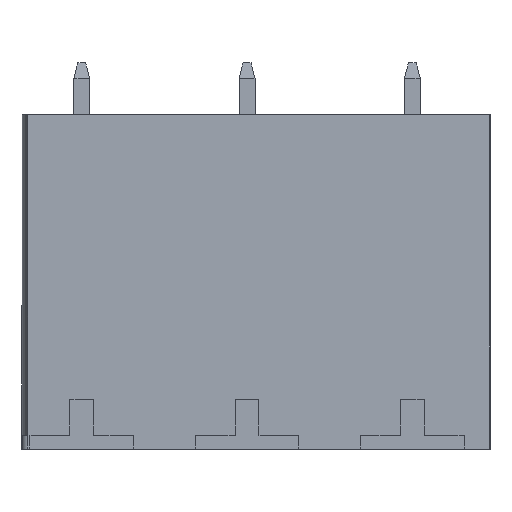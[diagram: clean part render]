
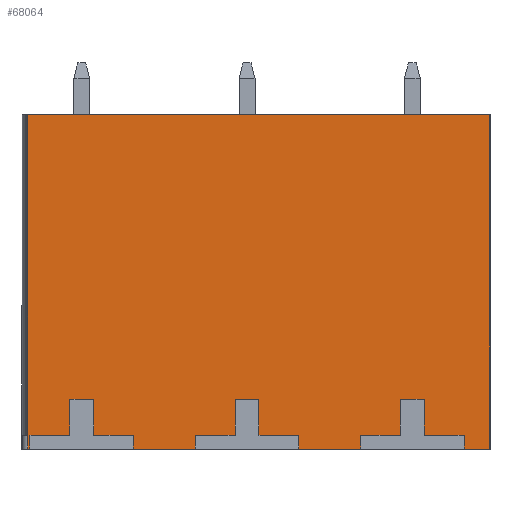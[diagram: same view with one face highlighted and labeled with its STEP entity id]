
A CAD part, left-side view. The second image highlights one B-rep face of the part: STEP entity #68064.
In plain terms, the highlighted free-form (B-spline) face has degree [1, 1] with [2, 2] control points.
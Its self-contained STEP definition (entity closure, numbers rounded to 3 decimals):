
#50119=CARTESIAN_POINT('',(-6.9,-20.5,0.));
#50120=VERTEX_POINT('',#50119);
#50126=CARTESIAN_POINT('',(-6.9,-19.2,0.));
#50127=VERTEX_POINT('',#50126);
#50128=CARTESIAN_POINT('',(-6.9,-20.5,0.));
#50129=CARTESIAN_POINT('',(-6.9,-19.2,0.));
#50130=B_SPLINE_CURVE_WITH_KNOTS('',1,(#50128,#50129),.POLYLINE_FORM.,.F.,.U.,(2,2),(0.,1.),.UNSPECIFIED.);
#50131=EDGE_CURVE('',#50120,#50127,#50130,.T.);
#50147=CARTESIAN_POINT('',(-6.9,-14.,0.));
#50148=VERTEX_POINT('',#50147);
#50154=CARTESIAN_POINT('',(-6.9,-10.9,0.));
#50155=VERTEX_POINT('',#50154);
#50156=CARTESIAN_POINT('',(-6.9,-14.,0.));
#50157=CARTESIAN_POINT('',(-6.9,-10.9,0.));
#50158=B_SPLINE_CURVE_WITH_KNOTS('',1,(#50156,#50157),.POLYLINE_FORM.,.F.,.U.,(2,2),(0.,1.),.UNSPECIFIED.);
#50159=EDGE_CURVE('',#50148,#50155,#50158,.T.);
#50175=CARTESIAN_POINT('',(-6.9,-5.7,0.));
#50176=VERTEX_POINT('',#50175);
#50182=CARTESIAN_POINT('',(-6.9,-2.599,0.));
#50183=VERTEX_POINT('',#50182);
#50184=CARTESIAN_POINT('',(-6.9,-5.7,0.));
#50185=CARTESIAN_POINT('',(-6.9,-2.599,0.));
#50186=B_SPLINE_CURVE_WITH_KNOTS('',1,(#50184,#50185),.POLYLINE_FORM.,.F.,.U.,(2,2),(0.,1.),.UNSPECIFIED.);
#50187=EDGE_CURVE('',#50176,#50183,#50186,.T.);
#50203=CARTESIAN_POINT('',(-6.9,2.599,0.));
#50204=VERTEX_POINT('',#50203);
#50210=CARTESIAN_POINT('',(-6.9,2.7,0.));
#50211=VERTEX_POINT('',#50210);
#50212=CARTESIAN_POINT('',(-6.9,2.599,0.));
#50213=CARTESIAN_POINT('',(-6.9,2.7,0.));
#50214=B_SPLINE_CURVE_WITH_KNOTS('',1,(#50212,#50213),.POLYLINE_FORM.,.F.,.U.,(2,2),(0.,1.),.UNSPECIFIED.);
#50215=EDGE_CURVE('',#50204,#50211,#50214,.T.);
#67856=CARTESIAN_POINT('',(-6.9,-20.5,16.8));
#67857=VERTEX_POINT('',#67856);
#67863=CARTESIAN_POINT('',(-6.9,-20.5,16.8));
#67864=CARTESIAN_POINT('',(-6.9,-20.5,0.));
#67865=B_SPLINE_CURVE_WITH_KNOTS('',1,(#67863,#67864),.POLYLINE_FORM.,.F.,.U.,(2,2),(0.,1.),.UNSPECIFIED.);
#67866=EDGE_CURVE('',#67857,#50120,#67865,.T.);
#67892=CARTESIAN_POINT('',(-6.9,5.422,22.722));
#67893=CARTESIAN_POINT('',(-6.9,-23.222,22.722));
#67894=CARTESIAN_POINT('',(-6.9,5.422,-5.922));
#67895=CARTESIAN_POINT('',(-6.9,-23.222,-5.922));
#67896=B_SPLINE_SURFACE_WITH_KNOTS('',1,1,((#67892,#67893),(#67894,#67895)),.PLANE_SURF.,.F.,.F.,.U.,(2,2),(2,2),(0.,1.),(0.,1.),.UNSPECIFIED.);
#67897=ORIENTED_EDGE('',*,*,#50215,.F.);
#67898=CARTESIAN_POINT('',(-6.9,2.599,0.7));
#67899=VERTEX_POINT('',#67898);
#67900=CARTESIAN_POINT('',(-6.9,2.599,0.));
#67901=CARTESIAN_POINT('',(-6.9,2.599,0.7));
#67902=B_SPLINE_CURVE_WITH_KNOTS('',1,(#67900,#67901),.POLYLINE_FORM.,.F.,.U.,(2,2),(0.,1.),.UNSPECIFIED.);
#67903=EDGE_CURVE('',#50204,#67899,#67902,.T.);
#67904=ORIENTED_EDGE('',*,*,#67903,.T.);
#67905=CARTESIAN_POINT('',(-6.9,0.599,0.7));
#67906=VERTEX_POINT('',#67905);
#67907=CARTESIAN_POINT('',(-6.9,2.599,0.7));
#67908=CARTESIAN_POINT('',(-6.9,0.599,0.7));
#67909=B_SPLINE_CURVE_WITH_KNOTS('',1,(#67907,#67908),.POLYLINE_FORM.,.F.,.U.,(2,2),(0.,1.),.UNSPECIFIED.);
#67910=EDGE_CURVE('',#67899,#67906,#67909,.T.);
#67911=ORIENTED_EDGE('',*,*,#67910,.T.);
#67912=CARTESIAN_POINT('',(-6.9,0.599,2.5));
#67913=VERTEX_POINT('',#67912);
#67914=CARTESIAN_POINT('',(-6.9,0.599,0.7));
#67915=CARTESIAN_POINT('',(-6.9,0.599,2.5));
#67916=B_SPLINE_CURVE_WITH_KNOTS('',1,(#67914,#67915),.POLYLINE_FORM.,.F.,.U.,(2,2),(0.,1.),.UNSPECIFIED.);
#67917=EDGE_CURVE('',#67906,#67913,#67916,.T.);
#67918=ORIENTED_EDGE('',*,*,#67917,.T.);
#67919=CARTESIAN_POINT('',(-6.9,-0.599,2.5));
#67920=VERTEX_POINT('',#67919);
#67921=CARTESIAN_POINT('',(-6.9,0.599,2.5));
#67922=CARTESIAN_POINT('',(-6.9,-0.599,2.5));
#67923=B_SPLINE_CURVE_WITH_KNOTS('',1,(#67921,#67922),.POLYLINE_FORM.,.F.,.U.,(2,2),(0.,1.),.UNSPECIFIED.);
#67924=EDGE_CURVE('',#67913,#67920,#67923,.T.);
#67925=ORIENTED_EDGE('',*,*,#67924,.T.);
#67926=CARTESIAN_POINT('',(-6.9,-0.599,0.7));
#67927=VERTEX_POINT('',#67926);
#67928=CARTESIAN_POINT('',(-6.9,-0.599,2.5));
#67929=CARTESIAN_POINT('',(-6.9,-0.599,0.7));
#67930=B_SPLINE_CURVE_WITH_KNOTS('',1,(#67928,#67929),.POLYLINE_FORM.,.F.,.U.,(2,2),(0.,1.),.UNSPECIFIED.);
#67931=EDGE_CURVE('',#67920,#67927,#67930,.T.);
#67932=ORIENTED_EDGE('',*,*,#67931,.T.);
#67933=CARTESIAN_POINT('',(-6.9,-2.599,0.7));
#67934=VERTEX_POINT('',#67933);
#67935=CARTESIAN_POINT('',(-6.9,-0.599,0.7));
#67936=CARTESIAN_POINT('',(-6.9,-2.599,0.7));
#67937=B_SPLINE_CURVE_WITH_KNOTS('',1,(#67935,#67936),.POLYLINE_FORM.,.F.,.U.,(2,2),(0.,1.),.UNSPECIFIED.);
#67938=EDGE_CURVE('',#67927,#67934,#67937,.T.);
#67939=ORIENTED_EDGE('',*,*,#67938,.T.);
#67940=CARTESIAN_POINT('',(-6.9,-2.599,0.7));
#67941=CARTESIAN_POINT('',(-6.9,-2.599,0.));
#67942=B_SPLINE_CURVE_WITH_KNOTS('',1,(#67940,#67941),.POLYLINE_FORM.,.F.,.U.,(2,2),(0.,1.),.UNSPECIFIED.);
#67943=EDGE_CURVE('',#67934,#50183,#67942,.T.);
#67944=ORIENTED_EDGE('',*,*,#67943,.T.);
#67945=ORIENTED_EDGE('',*,*,#50187,.F.);
#67946=CARTESIAN_POINT('',(-6.9,-5.702,0.7));
#67947=VERTEX_POINT('',#67946);
#67948=CARTESIAN_POINT('',(-6.9,-5.7,0.));
#67949=CARTESIAN_POINT('',(-6.9,-5.702,0.7));
#67950=B_SPLINE_CURVE_WITH_KNOTS('',1,(#67948,#67949),.POLYLINE_FORM.,.F.,.U.,(2,2),(0.,1.),.UNSPECIFIED.);
#67951=EDGE_CURVE('',#50176,#67947,#67950,.T.);
#67952=ORIENTED_EDGE('',*,*,#67951,.T.);
#67953=CARTESIAN_POINT('',(-6.9,-7.702,0.7));
#67954=VERTEX_POINT('',#67953);
#67955=CARTESIAN_POINT('',(-6.9,-5.702,0.7));
#67956=CARTESIAN_POINT('',(-6.9,-7.702,0.7));
#67957=B_SPLINE_CURVE_WITH_KNOTS('',1,(#67955,#67956),.POLYLINE_FORM.,.F.,.U.,(2,2),(0.,1.),.UNSPECIFIED.);
#67958=EDGE_CURVE('',#67947,#67954,#67957,.T.);
#67959=ORIENTED_EDGE('',*,*,#67958,.T.);
#67960=CARTESIAN_POINT('',(-6.9,-7.702,2.5));
#67961=VERTEX_POINT('',#67960);
#67962=CARTESIAN_POINT('',(-6.9,-7.702,0.7));
#67963=CARTESIAN_POINT('',(-6.9,-7.702,2.5));
#67964=B_SPLINE_CURVE_WITH_KNOTS('',1,(#67962,#67963),.POLYLINE_FORM.,.F.,.U.,(2,2),(0.,1.),.UNSPECIFIED.);
#67965=EDGE_CURVE('',#67954,#67961,#67964,.T.);
#67966=ORIENTED_EDGE('',*,*,#67965,.T.);
#67967=CARTESIAN_POINT('',(-6.9,-8.9,2.5));
#67968=VERTEX_POINT('',#67967);
#67969=CARTESIAN_POINT('',(-6.9,-7.702,2.5));
#67970=CARTESIAN_POINT('',(-6.9,-8.9,2.5));
#67971=B_SPLINE_CURVE_WITH_KNOTS('',1,(#67969,#67970),.POLYLINE_FORM.,.F.,.U.,(2,2),(0.,1.),.UNSPECIFIED.);
#67972=EDGE_CURVE('',#67961,#67968,#67971,.T.);
#67973=ORIENTED_EDGE('',*,*,#67972,.T.);
#67974=CARTESIAN_POINT('',(-6.9,-8.9,0.7));
#67975=VERTEX_POINT('',#67974);
#67976=CARTESIAN_POINT('',(-6.9,-8.9,2.5));
#67977=CARTESIAN_POINT('',(-6.9,-8.9,0.7));
#67978=B_SPLINE_CURVE_WITH_KNOTS('',1,(#67976,#67977),.POLYLINE_FORM.,.F.,.U.,(2,2),(0.,1.),.UNSPECIFIED.);
#67979=EDGE_CURVE('',#67968,#67975,#67978,.T.);
#67980=ORIENTED_EDGE('',*,*,#67979,.T.);
#67981=CARTESIAN_POINT('',(-6.9,-10.9,0.7));
#67982=VERTEX_POINT('',#67981);
#67983=CARTESIAN_POINT('',(-6.9,-8.9,0.7));
#67984=CARTESIAN_POINT('',(-6.9,-10.9,0.7));
#67985=B_SPLINE_CURVE_WITH_KNOTS('',1,(#67983,#67984),.POLYLINE_FORM.,.F.,.U.,(2,2),(0.,1.),.UNSPECIFIED.);
#67986=EDGE_CURVE('',#67975,#67982,#67985,.T.);
#67987=ORIENTED_EDGE('',*,*,#67986,.T.);
#67988=CARTESIAN_POINT('',(-6.9,-10.9,0.7));
#67989=CARTESIAN_POINT('',(-6.9,-10.9,0.));
#67990=B_SPLINE_CURVE_WITH_KNOTS('',1,(#67988,#67989),.POLYLINE_FORM.,.F.,.U.,(2,2),(0.,1.),.UNSPECIFIED.);
#67991=EDGE_CURVE('',#67982,#50155,#67990,.T.);
#67992=ORIENTED_EDGE('',*,*,#67991,.T.);
#67993=ORIENTED_EDGE('',*,*,#50159,.F.);
#67994=CARTESIAN_POINT('',(-6.9,-14.002,0.7));
#67995=VERTEX_POINT('',#67994);
#67996=CARTESIAN_POINT('',(-6.9,-14.,0.));
#67997=CARTESIAN_POINT('',(-6.9,-14.002,0.7));
#67998=B_SPLINE_CURVE_WITH_KNOTS('',1,(#67996,#67997),.POLYLINE_FORM.,.F.,.U.,(2,2),(0.,1.),.UNSPECIFIED.);
#67999=EDGE_CURVE('',#50148,#67995,#67998,.T.);
#68000=ORIENTED_EDGE('',*,*,#67999,.T.);
#68001=CARTESIAN_POINT('',(-6.9,-16.002,0.7));
#68002=VERTEX_POINT('',#68001);
#68003=CARTESIAN_POINT('',(-6.9,-14.002,0.7));
#68004=CARTESIAN_POINT('',(-6.9,-16.002,0.7));
#68005=B_SPLINE_CURVE_WITH_KNOTS('',1,(#68003,#68004),.POLYLINE_FORM.,.F.,.U.,(2,2),(0.,1.),.UNSPECIFIED.);
#68006=EDGE_CURVE('',#67995,#68002,#68005,.T.);
#68007=ORIENTED_EDGE('',*,*,#68006,.T.);
#68008=CARTESIAN_POINT('',(-6.9,-16.002,2.5));
#68009=VERTEX_POINT('',#68008);
#68010=CARTESIAN_POINT('',(-6.9,-16.002,0.7));
#68011=CARTESIAN_POINT('',(-6.9,-16.002,2.5));
#68012=B_SPLINE_CURVE_WITH_KNOTS('',1,(#68010,#68011),.POLYLINE_FORM.,.F.,.U.,(2,2),(0.,1.),.UNSPECIFIED.);
#68013=EDGE_CURVE('',#68002,#68009,#68012,.T.);
#68014=ORIENTED_EDGE('',*,*,#68013,.T.);
#68015=CARTESIAN_POINT('',(-6.9,-17.2,2.5));
#68016=VERTEX_POINT('',#68015);
#68017=CARTESIAN_POINT('',(-6.9,-16.002,2.5));
#68018=CARTESIAN_POINT('',(-6.9,-17.2,2.5));
#68019=B_SPLINE_CURVE_WITH_KNOTS('',1,(#68017,#68018),.POLYLINE_FORM.,.F.,.U.,(2,2),(0.,1.),.UNSPECIFIED.);
#68020=EDGE_CURVE('',#68009,#68016,#68019,.T.);
#68021=ORIENTED_EDGE('',*,*,#68020,.T.);
#68022=CARTESIAN_POINT('',(-6.9,-17.2,0.7));
#68023=VERTEX_POINT('',#68022);
#68024=CARTESIAN_POINT('',(-6.9,-17.2,2.5));
#68025=CARTESIAN_POINT('',(-6.9,-17.2,0.7));
#68026=B_SPLINE_CURVE_WITH_KNOTS('',1,(#68024,#68025),.POLYLINE_FORM.,.F.,.U.,(2,2),(0.,1.),.UNSPECIFIED.);
#68027=EDGE_CURVE('',#68016,#68023,#68026,.T.);
#68028=ORIENTED_EDGE('',*,*,#68027,.T.);
#68029=CARTESIAN_POINT('',(-6.9,-19.2,0.7));
#68030=VERTEX_POINT('',#68029);
#68031=CARTESIAN_POINT('',(-6.9,-17.2,0.7));
#68032=CARTESIAN_POINT('',(-6.9,-19.2,0.7));
#68033=B_SPLINE_CURVE_WITH_KNOTS('',1,(#68031,#68032),.POLYLINE_FORM.,.F.,.U.,(2,2),(0.,1.),.UNSPECIFIED.);
#68034=EDGE_CURVE('',#68023,#68030,#68033,.T.);
#68035=ORIENTED_EDGE('',*,*,#68034,.T.);
#68036=CARTESIAN_POINT('',(-6.9,-19.2,0.7));
#68037=CARTESIAN_POINT('',(-6.9,-19.2,0.));
#68038=B_SPLINE_CURVE_WITH_KNOTS('',1,(#68036,#68037),.POLYLINE_FORM.,.F.,.U.,(2,2),(0.,1.),.UNSPECIFIED.);
#68039=EDGE_CURVE('',#68030,#50127,#68038,.T.);
#68040=ORIENTED_EDGE('',*,*,#68039,.T.);
#68041=ORIENTED_EDGE('',*,*,#50131,.F.);
#68042=ORIENTED_EDGE('',*,*,#67866,.F.);
#68043=CARTESIAN_POINT('',(-6.9,2.7,16.8));
#68044=VERTEX_POINT('',#68043);
#68045=CARTESIAN_POINT('',(-6.9,-20.5,16.8));
#68046=CARTESIAN_POINT('',(-6.9,2.7,16.8));
#68047=B_SPLINE_CURVE_WITH_KNOTS('',1,(#68045,#68046),.POLYLINE_FORM.,.F.,.U.,(2,2),(0.,1.),.UNSPECIFIED.);
#68048=EDGE_CURVE('',#67857,#68044,#68047,.T.);
#68049=ORIENTED_EDGE('',*,*,#68048,.T.);
#68050=CARTESIAN_POINT('',(-6.9,2.7,0.7));
#68051=VERTEX_POINT('',#68050);
#68052=CARTESIAN_POINT('',(-6.9,2.7,16.8));
#68053=CARTESIAN_POINT('',(-6.9,2.7,0.7));
#68054=B_SPLINE_CURVE_WITH_KNOTS('',1,(#68052,#68053),.POLYLINE_FORM.,.F.,.U.,(2,2),(0.,1.),.UNSPECIFIED.);
#68055=EDGE_CURVE('',#68044,#68051,#68054,.T.);
#68056=ORIENTED_EDGE('',*,*,#68055,.T.);
#68057=CARTESIAN_POINT('',(-6.9,2.7,0.7));
#68058=CARTESIAN_POINT('',(-6.9,2.7,0.));
#68059=B_SPLINE_CURVE_WITH_KNOTS('',1,(#68057,#68058),.POLYLINE_FORM.,.F.,.U.,(2,2),(0.,1.),.UNSPECIFIED.);
#68060=EDGE_CURVE('',#68051,#50211,#68059,.T.);
#68061=ORIENTED_EDGE('',*,*,#68060,.T.);
#68062=EDGE_LOOP('',(#67897,#67904,#67911,#67918,#67925,#67932,#67939,#67944,#67945,#67952,#67959,#67966,#67973,#67980,#67987,#67992,#67993,#68000,#68007,#68014,#68021,#68028,#68035,#68040,#68041,#68042,#68049,#68056,#68061));
#68063=FACE_OUTER_BOUND('',#68062,.T.);
#68064=ADVANCED_FACE('',(#68063),#67896,.T.);
